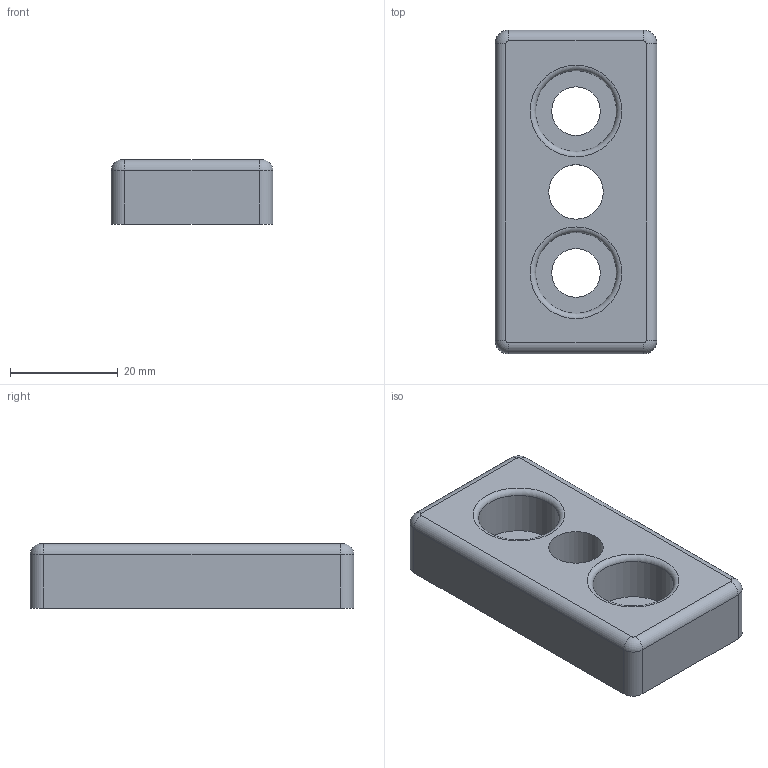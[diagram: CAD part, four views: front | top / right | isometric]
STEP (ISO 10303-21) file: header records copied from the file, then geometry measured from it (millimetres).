
FILE_DESCRIPTION(/* description */ ('STEP AP214'),/* implementation_level */ '2;1');
FILE_NAME(/* name */ '093T30601208R',/* time_stamp */ '2022-09-13T10:11:00+02:00',/* author */ ('License CC BY-ND 4.0'),/* organization */ ('CADENAS'),/* preprocessor_version */ 'ST-DEVELOPER v18.102',/* originating_system */ 'PARTsolutions',/* authorisation */ ' ');
FILE_SCHEMA (('AUTOMOTIVE_DESIGN {1 0 10303 214 3 1 1}'));
Length unit declared in the file: millimetre
Products named in the file (1): 093T30601208R
Bounding box: 30 x 60 x 12 mm (x, y, z)
Volume: 13389.7 mm3; surface area: 8904.6 mm2
Topology: 1 solids, 1 shells, 107 faces, 275 edges, 180 vertices
Faces by surface type: cylinder 57, plane 44, torus 6
Full cylindrical faces by diameter (mm): 9 x2, 10.106 x1, 15 x2
Entity records: 3296 total; most frequent: DIRECTION 604, CARTESIAN_POINT 556, ORIENTED_EDGE 536, EDGE_CURVE 268, AXIS2_PLACEMENT_3D 228, VERTEX_POINT 180, LINE 148, VECTOR 148
